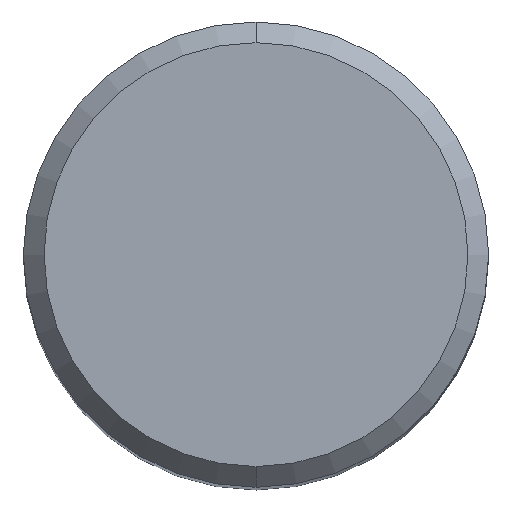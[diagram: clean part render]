
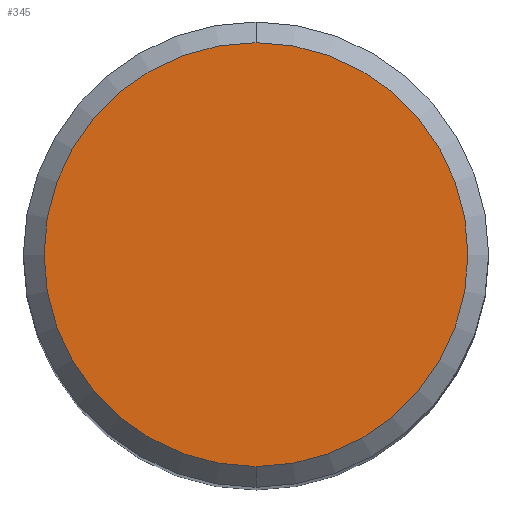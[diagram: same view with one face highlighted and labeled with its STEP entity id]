
A CAD part, top view. The second image highlights one B-rep face of the part: STEP entity #345.
In plain terms, the highlighted planar face has unit normal (0, 0, 1).
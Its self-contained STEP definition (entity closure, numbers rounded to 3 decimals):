
#181=VERTEX_POINT('',#488);
#225=EDGE_CURVE('',#181,#287,#537,.T.);
#287=VERTEX_POINT('',#603);
#345=ADVANCED_FACE('',(#672),#673,.T.);
#357=EDGE_CURVE('',#287,#181,#685,.T.);
#488=CARTESIAN_POINT('',(0.0,8.2,0.0));
#537=CIRCLE('',#920,8.2);
#603=CARTESIAN_POINT('',(0.,-8.2,0.0));
#672=FACE_OUTER_BOUND('',#1202,.T.);
#673=PLANE('',#1203);
#685=CIRCLE('',#1220,8.2);
#920=AXIS2_PLACEMENT_3D('',#1574,#1575,#1576);
#1202=EDGE_LOOP('',(#1754,#1755));
#1203=AXIS2_PLACEMENT_3D('',#1756,#1757,#1758);
#1220=AXIS2_PLACEMENT_3D('',#1766,#1767,#1768);
#1574=CARTESIAN_POINT('',(0.0,0.0,0.0));
#1575=DIRECTION('',(0.0,0.0,-1.0));
#1576=DIRECTION('',(0.0,1.0,0.0));
#1754=ORIENTED_EDGE('',*,*,#225,.F.);
#1755=ORIENTED_EDGE('',*,*,#357,.F.);
#1756=CARTESIAN_POINT('',(0.0,4.1,0.0));
#1757=DIRECTION('',(-0.0,0.0,1.0));
#1758=DIRECTION('',(0.0,-1.0,0.0));
#1766=CARTESIAN_POINT('',(0.0,0.0,0.0));
#1767=DIRECTION('',(0.0,0.0,-1.0));
#1768=DIRECTION('',(0.0,1.0,0.0));
